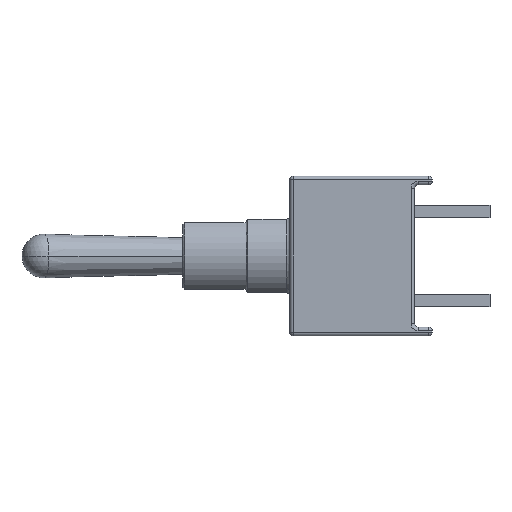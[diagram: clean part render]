
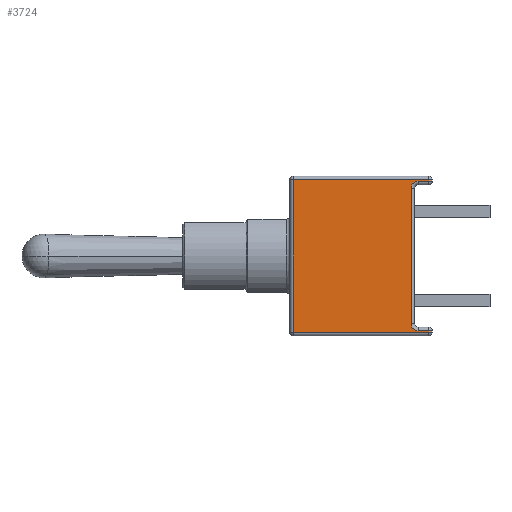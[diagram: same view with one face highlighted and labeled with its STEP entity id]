
A CAD part, left-side view. The second image highlights one B-rep face of the part: STEP entity #3724.
In plain terms, the highlighted planar face has unit normal (-1, 0, 0).
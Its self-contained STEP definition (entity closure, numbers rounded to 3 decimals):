
#25 = ORIENTED_EDGE ( 'NONE', *, *, #4275, .T. ) ;
#44 = VECTOR ( 'NONE', #2751, 1000. ) ;
#99 = VERTEX_POINT ( 'NONE', #5091 ) ;
#132 = CIRCLE ( 'NONE', #5040, 0.4 ) ;
#214 = EDGE_CURVE ( 'NONE', #2744, #4787, #320, .T. ) ;
#320 = LINE ( 'NONE', #801, #2261 ) ;
#392 = CARTESIAN_POINT ( 'NONE',  ( -4.05, 0.2, 4.55 ) ) ;
#440 = ORIENTED_EDGE ( 'NONE', *, *, #4905, .T. ) ;
#481 = CARTESIAN_POINT ( 'NONE',  ( -4.05, 0.2, 4.35 ) ) ;
#523 = DIRECTION ( 'NONE',  ( 0., 0., 1. ) ) ;
#662 = CARTESIAN_POINT ( 'NONE',  ( -4.05, 1.2, 3.85 ) ) ;
#704 = EDGE_CURVE ( 'NONE', #99, #1747, #2405, .T. ) ;
#706 = ORIENTED_EDGE ( 'NONE', *, *, #827, .F. ) ;
#801 = CARTESIAN_POINT ( 'NONE',  ( -4.05, 7.9, 4.55 ) ) ;
#827 = EDGE_CURVE ( 'NONE', #1254, #5100, #132, .T. ) ;
#930 = DIRECTION ( 'NONE',  ( 0., 0., 1. ) ) ;
#953 = CARTESIAN_POINT ( 'NONE',  ( -4.05, 0.8, 3.85 ) ) ;
#983 = LINE ( 'NONE', #2097, #4346 ) ;
#1064 = DIRECTION ( 'NONE',  ( 0., 0., 1. ) ) ;
#1087 = LINE ( 'NONE', #3068, #2560 ) ;
#1122 = DIRECTION ( 'NONE',  ( 0., 0., -1. ) ) ;
#1132 = ORIENTED_EDGE ( 'NONE', *, *, #4104, .T. ) ;
#1254 = VERTEX_POINT ( 'NONE', #1815 ) ;
#1282 = DIRECTION ( 'NONE',  ( 0., -1., 0. ) ) ;
#1332 = DIRECTION ( 'NONE',  ( 0., -1., 0. ) ) ;
#1415 = DIRECTION ( 'NONE',  ( 0., 1., 0. ) ) ;
#1432 = CARTESIAN_POINT ( 'NONE',  ( -4.05, 0.2, -4.25 ) ) ;
#1637 = LINE ( 'NONE', #2401, #44 ) ;
#1642 = VECTOR ( 'NONE', #1282, 1000. ) ;
#1747 = VERTEX_POINT ( 'NONE', #481 ) ;
#1815 = CARTESIAN_POINT ( 'NONE',  ( -4.05, 0.8, 4.25 ) ) ;
#1846 = ORIENTED_EDGE ( 'NONE', *, *, #704, .T. ) ;
#2097 = CARTESIAN_POINT ( 'NONE',  ( -4.05, 0., -4.35 ) ) ;
#2259 = DIRECTION ( 'NONE',  ( -1., 0., 0. ) ) ;
#2261 = VECTOR ( 'NONE', #1122, 1000. ) ;
#2333 = EDGE_LOOP ( 'NONE', ( #3655, #440, #4102, #4633, #706, #1132, #1846, #25, #3131, #4257 ) ) ;
#2401 = CARTESIAN_POINT ( 'NONE',  ( -4.05, 1., -4.25 ) ) ;
#2405 = LINE ( 'NONE', #392, #4617 ) ;
#2439 = CARTESIAN_POINT ( 'NONE',  ( -4.05, 7.9, 4.35 ) ) ;
#2473 = CIRCLE ( 'NONE', #4930, 0.4 ) ;
#2494 = VERTEX_POINT ( 'NONE', #2967 ) ;
#2495 = CARTESIAN_POINT ( 'NONE',  ( -4.05, 0.2, -4.35 ) ) ;
#2517 = DIRECTION ( 'NONE',  ( 0., 0., 1. ) ) ;
#2538 = CARTESIAN_POINT ( 'NONE',  ( -4.05, 1.2, 4.05 ) ) ;
#2560 = VECTOR ( 'NONE', #1064, 1000. ) ;
#2744 = VERTEX_POINT ( 'NONE', #2439 ) ;
#2751 = DIRECTION ( 'NONE',  ( 0., 1., 0. ) ) ;
#2816 = CARTESIAN_POINT ( 'NONE',  ( -4.05, 0., 4.55 ) ) ;
#2932 = VERTEX_POINT ( 'NONE', #2495 ) ;
#2942 = LINE ( 'NONE', #2965, #5109 ) ;
#2965 = CARTESIAN_POINT ( 'NONE',  ( -4.05, 0., 4.35 ) ) ;
#2967 = CARTESIAN_POINT ( 'NONE',  ( -4.05, 1.2, -3.85 ) ) ;
#3011 = EDGE_CURVE ( 'NONE', #2932, #3631, #1087, .T. ) ;
#3068 = CARTESIAN_POINT ( 'NONE',  ( -4.05, 0.2, 4.55 ) ) ;
#3131 = ORIENTED_EDGE ( 'NONE', *, *, #214, .T. ) ;
#3144 = EDGE_CURVE ( 'NONE', #2494, #4291, #2473, .T. ) ;
#3274 = DIRECTION ( 'NONE',  ( 0., 0., 1. ) ) ;
#3444 = CARTESIAN_POINT ( 'NONE',  ( -4.05, 7.9, -4.35 ) ) ;
#3495 = EDGE_CURVE ( 'NONE', #4787, #2932, #983, .T. ) ;
#3516 = EDGE_CURVE ( 'NONE', #2494, #5100, #4565, .T. ) ;
#3631 = VERTEX_POINT ( 'NONE', #1432 ) ;
#3655 = ORIENTED_EDGE ( 'NONE', *, *, #3011, .T. ) ;
#3724 = ADVANCED_FACE ( 'NONE', ( #4527 ), #5225, .T. ) ;
#3874 = CARTESIAN_POINT ( 'NONE',  ( -4.05, 0.8, -3.85 ) ) ;
#4102 = ORIENTED_EDGE ( 'NONE', *, *, #3144, .F. ) ;
#4104 = EDGE_CURVE ( 'NONE', #1254, #99, #4434, .T. ) ;
#4134 = DIRECTION ( 'NONE',  ( -1., 0., 0. ) ) ;
#4257 = ORIENTED_EDGE ( 'NONE', *, *, #3495, .T. ) ;
#4271 = DIRECTION ( 'NONE',  ( 0., 0., 1. ) ) ;
#4275 = EDGE_CURVE ( 'NONE', #1747, #2744, #2942, .T. ) ;
#4291 = VERTEX_POINT ( 'NONE', #4616 ) ;
#4346 = VECTOR ( 'NONE', #1332, 1000. ) ;
#4434 = LINE ( 'NONE', #4466, #1642 ) ;
#4466 = CARTESIAN_POINT ( 'NONE',  ( -4.05, 0., 4.25 ) ) ;
#4527 = FACE_OUTER_BOUND ( 'NONE', #2333, .T. ) ;
#4554 = DIRECTION ( 'NONE',  ( -1., 0., 0. ) ) ;
#4565 = LINE ( 'NONE', #2538, #4600 ) ;
#4600 = VECTOR ( 'NONE', #930, 1000. ) ;
#4616 = CARTESIAN_POINT ( 'NONE',  ( -4.05, 0.8, -4.25 ) ) ;
#4617 = VECTOR ( 'NONE', #2517, 1000. ) ;
#4633 = ORIENTED_EDGE ( 'NONE', *, *, #3516, .T. ) ;
#4787 = VERTEX_POINT ( 'NONE', #3444 ) ;
#4905 = EDGE_CURVE ( 'NONE', #3631, #4291, #1637, .T. ) ;
#4930 = AXIS2_PLACEMENT_3D ( 'NONE', #3874, #2259, #4271 ) ;
#4932 = AXIS2_PLACEMENT_3D ( 'NONE', #2816, #4554, #3274 ) ;
#5040 = AXIS2_PLACEMENT_3D ( 'NONE', #953, #4134, #523 ) ;
#5091 = CARTESIAN_POINT ( 'NONE',  ( -4.05, 0.2, 4.25 ) ) ;
#5100 = VERTEX_POINT ( 'NONE', #662 ) ;
#5109 = VECTOR ( 'NONE', #1415, 1000. ) ;
#5225 = PLANE ( 'NONE',  #4932 ) ;
